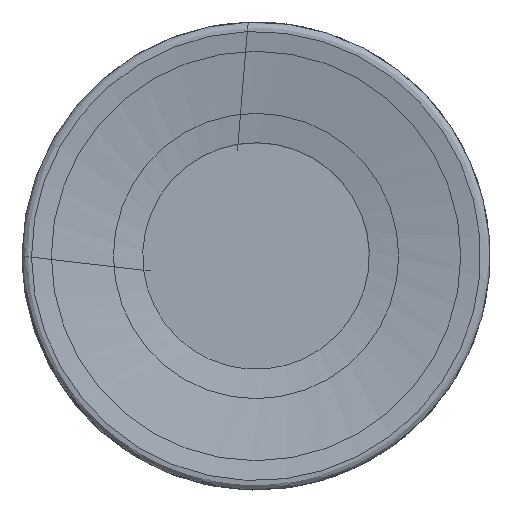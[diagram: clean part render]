
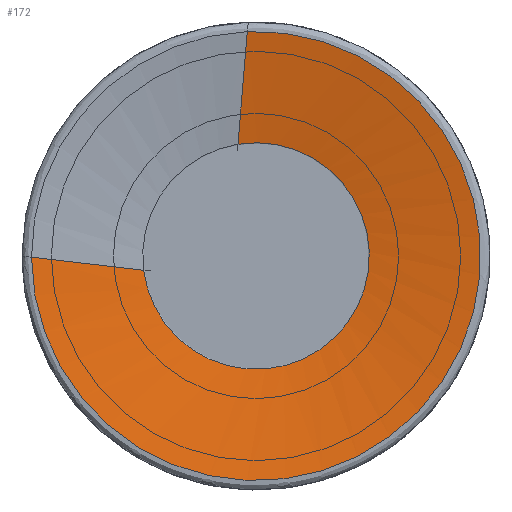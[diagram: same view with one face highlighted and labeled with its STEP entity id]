
A CAD part, left-side view. The second image highlights one B-rep face of the part: STEP entity #172.
In plain terms, the highlighted free-form (B-spline) face has degree [1, 3] with [2, 7] control points.
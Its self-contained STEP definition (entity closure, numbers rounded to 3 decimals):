
#42=LINE('',#982,#54);
#43=LINE('',#987,#55);
#54=VECTOR('',#786,1.);
#55=VECTOR('',#789,1.);
#91=FACE_OUTER_BOUND('',#262,.T.);
#120=(
BOUNDED_SURFACE()
B_SPLINE_SURFACE(1,3,((#990,#991,#992,#993,#994,#995,#996),(#997,#998,#999,
#1000,#1001,#1002,#1003)),.UNSPECIFIED.,.F.,.F.,.F.)
B_SPLINE_SURFACE_WITH_KNOTS((2,2),(4,3,4),(0.,1.),(0.,0.5,1.),
 .UNSPECIFIED.)
GEOMETRIC_REPRESENTATION_ITEM()
RATIONAL_B_SPLINE_SURFACE(((1.,0.583,0.583,1.,0.583,
0.583,1.),(1.,0.583,0.583,1.,0.583,
0.583,1.)))
REPRESENTATION_ITEM('')
SURFACE()
);
#172=ADVANCED_FACE('',(#91),#120,.F.);
#262=EDGE_LOOP('',(#328,#329,#330,#331));
#328=ORIENTED_EDGE('',*,*,#520,.T.);
#329=ORIENTED_EDGE('',*,*,#521,.F.);
#330=ORIENTED_EDGE('',*,*,#522,.T.);
#331=ORIENTED_EDGE('',*,*,#523,.T.);
#467=VERTEX_POINT('',#983);
#468=VERTEX_POINT('',#984);
#469=VERTEX_POINT('',#986);
#470=VERTEX_POINT('',#988);
#520=EDGE_CURVE('',#467,#468,#42,.T.);
#521=EDGE_CURVE('',#469,#468,#597,.T.);
#522=EDGE_CURVE('',#469,#470,#43,.T.);
#523=EDGE_CURVE('',#470,#467,#598,.T.);
#597=CIRCLE('',#672,11.036);
#598=CIRCLE('',#673,5.567);
#672=AXIS2_PLACEMENT_3D('',#985,#787,#788);
#673=AXIS2_PLACEMENT_3D('',#989,#790,#791);
#786=DIRECTION('',(-0.174,0.978,0.114));
#787=DIRECTION('',(1.,0.,0.));
#788=DIRECTION('',(0.,0.039,0.999));
#789=DIRECTION('',(0.174,0.081,-0.982));
#790=DIRECTION('',(1.,0.,0.));
#791=DIRECTION('',(0.,0.159,0.987));
#982=CARTESIAN_POINT('',(0.984,5.523,-0.699));
#983=CARTESIAN_POINT('',(0.984,5.523,-0.699));
#984=CARTESIAN_POINT('',(0.006,11.036,-0.057));
#985=CARTESIAN_POINT('',(0.006,0.,0.));
#986=CARTESIAN_POINT('',(0.006,0.432,11.027));
#987=CARTESIAN_POINT('',(0.984,0.887,5.496));
#988=CARTESIAN_POINT('',(0.984,0.887,5.496));
#989=CARTESIAN_POINT('',(0.984,0.,0.));
#990=CARTESIAN_POINT('',(0.984,0.887,5.496));
#991=CARTESIAN_POINT('',(0.984,-4.938,6.435));
#992=CARTESIAN_POINT('',(0.984,-7.992,1.388));
#993=CARTESIAN_POINT('',(0.984,-4.457,-3.336));
#994=CARTESIAN_POINT('',(0.984,-0.922,-8.059));
#995=CARTESIAN_POINT('',(0.984,4.782,-6.552));
#996=CARTESIAN_POINT('',(0.984,5.523,-0.699));
#997=CARTESIAN_POINT('',(0.006,0.432,11.027));
#998=CARTESIAN_POINT('',(0.006,-11.255,11.485));
#999=CARTESIAN_POINT('',(0.006,-16.059,0.822));
#1000=CARTESIAN_POINT('',(0.006,-7.974,-7.629));
#1001=CARTESIAN_POINT('',(0.006,0.11,-16.08));
#1002=CARTESIAN_POINT('',(0.006,10.975,-11.752));
#1003=CARTESIAN_POINT('',(0.006,11.036,-0.057));
